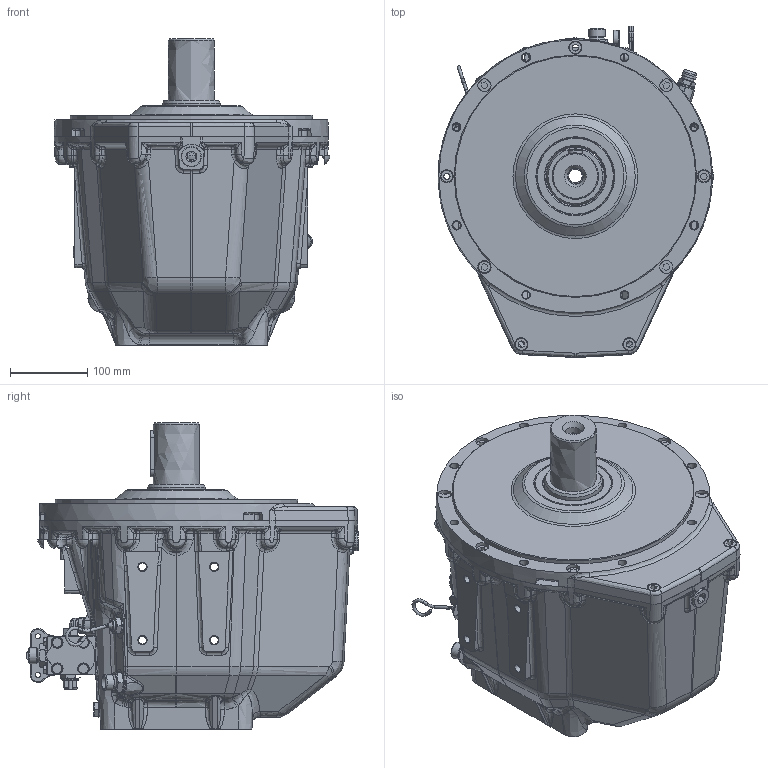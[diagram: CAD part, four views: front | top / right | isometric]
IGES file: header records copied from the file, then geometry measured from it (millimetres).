
Start section: SolidWorks IGES file using analytic representation for surfaces
Global section: file name: ITIP120MT00101.IGS; native system: SolidWorks 2015; preprocessor: SolidWorks 2015; author: pezzinig; date: 171006.113509; units: millimetre
Bounding box: 357.61 x 430.5 x 397.4 mm (x, y, z)
Surface area: 779964.4 mm2 (no closed solid volume)
Topology: 0 solids, 0 shells, 2148 faces, 29877 edges, 35200 vertices
Faces by surface type: bspline 1205, revolution 943
